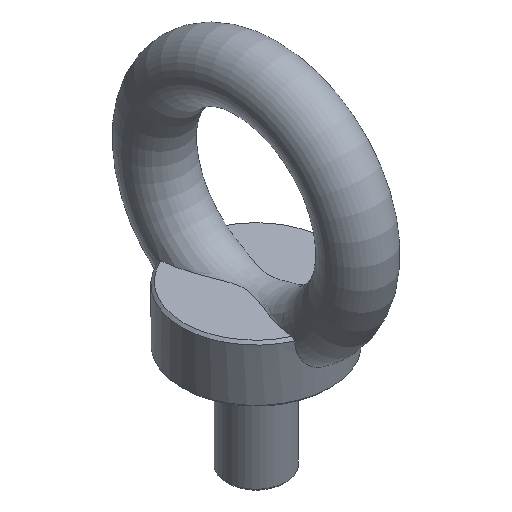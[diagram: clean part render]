
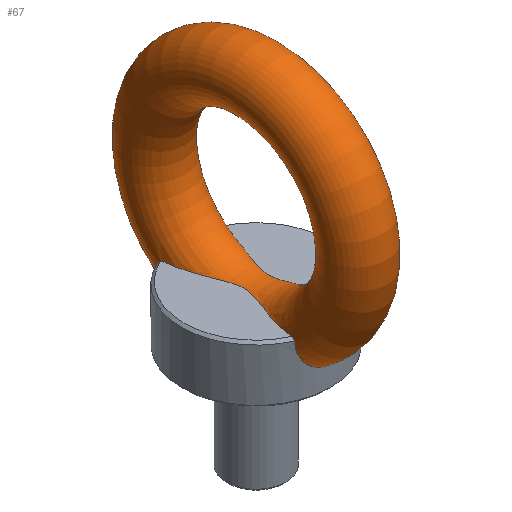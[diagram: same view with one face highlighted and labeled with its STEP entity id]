
A CAD part, isometric view. The second image highlights one B-rep face of the part: STEP entity #67.
In plain terms, the highlighted toroidal (fillet/blend) face has major radius 20.5 mm and minor radius 6 mm.
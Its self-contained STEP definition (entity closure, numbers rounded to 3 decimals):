
#42=TOROIDAL_SURFACE('',#197,20.5,6.);
#56=FACE_OUTER_BOUND('',#103,.T.);
#67=ADVANCED_FACE('',(#56),#42,.T.);
#70=B_SPLINE_CURVE_WITH_KNOTS('',3,(#243,#244,#245,#246,#247,#248,#249,
#250,#251,#252),.UNSPECIFIED.,.F.,.F.,(4,2,2,2,4),(0.,0.25,0.5,0.75,1.),
 .UNSPECIFIED.);
#71=B_SPLINE_CURVE_WITH_KNOTS('',3,(#257,#258,#259,#260,#261,#262,#263,
#264,#265,#266),.UNSPECIFIED.,.F.,.F.,(4,2,2,2,4),(0.,0.25,0.5,0.75,1.),
 .UNSPECIFIED.);
#72=B_SPLINE_CURVE_WITH_KNOTS('',3,(#273,#274,#275,#276,#277,#278,#279,
#280,#281,#282,#283,#284,#285,#286),.UNSPECIFIED.,.F.,.F.,(4,2,2,2,2,2,
4),(0.,0.25,0.375,0.5,0.625,0.75,1.),.UNSPECIFIED.);
#73=B_SPLINE_CURVE_WITH_KNOTS('',3,(#291,#292,#293,#294,#295,#296,#297,
#298,#299,#300,#301,#302,#303,#304,#305,#306),.UNSPECIFIED.,.F.,.F.,(4,
2,2,2,2,2,2,4),(0.,0.25,0.375,0.438,0.5,0.625,0.75,1.),.UNSPECIFIED.);
#74=B_SPLINE_CURVE_WITH_KNOTS('',3,(#308,#309,#310,#311),.UNSPECIFIED.,
 .F.,.F.,(4,4),(0.,1.),.UNSPECIFIED.);
#75=B_SPLINE_CURVE_WITH_KNOTS('',3,(#312,#313,#314,#315),.UNSPECIFIED.,
 .F.,.F.,(4,4),(0.,1.),.UNSPECIFIED.);
#76=B_SPLINE_CURVE_WITH_KNOTS('',3,(#317,#318,#319,#320),.UNSPECIFIED.,
 .F.,.F.,(4,4),(0.,1.),.UNSPECIFIED.);
#77=B_SPLINE_CURVE_WITH_KNOTS('',3,(#321,#322,#323,#324),.UNSPECIFIED.,
 .F.,.F.,(4,4),(0.,1.),.UNSPECIFIED.);
#103=EDGE_LOOP('',(#130,#131,#132,#133,#134,#135,#136,#137));
#130=ORIENTED_EDGE('',*,*,#152,.T.);
#131=ORIENTED_EDGE('',*,*,#163,.T.);
#132=ORIENTED_EDGE('',*,*,#159,.F.);
#133=ORIENTED_EDGE('',*,*,#162,.T.);
#134=ORIENTED_EDGE('',*,*,#154,.T.);
#135=ORIENTED_EDGE('',*,*,#161,.T.);
#136=ORIENTED_EDGE('',*,*,#157,.F.);
#137=ORIENTED_EDGE('',*,*,#160,.T.);
#139=VERTEX_POINT('',#253);
#140=VERTEX_POINT('',#254);
#141=VERTEX_POINT('',#256);
#142=VERTEX_POINT('',#267);
#143=VERTEX_POINT('',#271);
#144=VERTEX_POINT('',#272);
#145=VERTEX_POINT('',#289);
#146=VERTEX_POINT('',#290);
#152=EDGE_CURVE('',#139,#140,#70,.T.);
#154=EDGE_CURVE('',#142,#141,#71,.T.);
#157=EDGE_CURVE('',#144,#143,#72,.T.);
#159=EDGE_CURVE('',#146,#145,#73,.T.);
#160=EDGE_CURVE('',#144,#139,#74,.T.);
#161=EDGE_CURVE('',#141,#143,#75,.T.);
#162=EDGE_CURVE('',#146,#142,#76,.T.);
#163=EDGE_CURVE('',#140,#145,#77,.T.);
#197=AXIS2_PLACEMENT_3D('',#339,#238,#239);
#238=DIRECTION('',(1.,0.,0.));
#239=DIRECTION('',(0.,0.,-1.));
#243=CARTESIAN_POINT('',(5.996,13.749,11.));
#244=CARTESIAN_POINT('',(5.95,13.769,9.347));
#245=CARTESIAN_POINT('',(5.459,14.018,7.691));
#246=CARTESIAN_POINT('',(3.283,14.68,5.32));
#247=CARTESIAN_POINT('',(1.651,14.999,4.656));
#248=CARTESIAN_POINT('',(-1.633,15.001,4.652));
#249=CARTESIAN_POINT('',(-3.273,14.683,5.314));
#250=CARTESIAN_POINT('',(-5.454,14.02,7.682));
#251=CARTESIAN_POINT('',(-5.95,13.769,9.344));
#252=CARTESIAN_POINT('',(-5.996,13.749,11.));
#253=CARTESIAN_POINT('',(5.996,13.749,11.));
#254=CARTESIAN_POINT('',(-5.996,13.749,11.));
#256=CARTESIAN_POINT('',(5.996,-13.749,11.));
#257=CARTESIAN_POINT('',(-5.996,-13.749,11.));
#258=CARTESIAN_POINT('',(-5.95,-13.769,9.347));
#259=CARTESIAN_POINT('',(-5.459,-14.018,7.691));
#260=CARTESIAN_POINT('',(-3.283,-14.68,5.32));
#261=CARTESIAN_POINT('',(-1.651,-14.999,4.656));
#262=CARTESIAN_POINT('',(1.633,-15.001,4.652));
#263=CARTESIAN_POINT('',(3.273,-14.683,5.314));
#264=CARTESIAN_POINT('',(5.454,-14.02,7.682));
#265=CARTESIAN_POINT('',(5.95,-13.769,9.344));
#266=CARTESIAN_POINT('',(5.996,-13.749,11.));
#267=CARTESIAN_POINT('',(-5.996,-13.749,11.));
#271=CARTESIAN_POINT('',(5.978,-13.21,11.5));
#272=CARTESIAN_POINT('',(5.978,13.21,11.5));
#273=CARTESIAN_POINT('',(5.978,13.21,11.5));
#274=CARTESIAN_POINT('',(5.849,10.93,11.5));
#275=CARTESIAN_POINT('',(5.186,8.759,11.5));
#276=CARTESIAN_POINT('',(3.98,5.57,11.5));
#277=CARTESIAN_POINT('',(3.537,4.52,11.5));
#278=CARTESIAN_POINT('',(2.76,2.386,11.5));
#279=CARTESIAN_POINT('',(2.421,1.27,11.5));
#280=CARTESIAN_POINT('',(2.378,-1.025,11.5));
#281=CARTESIAN_POINT('',(2.683,-2.142,11.5));
#282=CARTESIAN_POINT('',(3.455,-4.323,11.5));
#283=CARTESIAN_POINT('',(3.909,-5.393,11.5));
#284=CARTESIAN_POINT('',(5.148,-8.641,11.5));
#285=CARTESIAN_POINT('',(5.844,-10.844,11.5));
#286=CARTESIAN_POINT('',(5.978,-13.21,11.5));
#289=CARTESIAN_POINT('',(-5.978,13.21,11.5));
#290=CARTESIAN_POINT('',(-5.978,-13.21,11.5));
#291=CARTESIAN_POINT('',(-5.978,-13.21,11.5));
#292=CARTESIAN_POINT('',(-5.845,-10.854,11.5));
#293=CARTESIAN_POINT('',(-5.136,-8.601,11.5));
#294=CARTESIAN_POINT('',(-3.873,-5.305,11.5));
#295=CARTESIAN_POINT('',(-3.411,-4.218,11.5));
#296=CARTESIAN_POINT('',(-2.833,-2.554,11.5));
#297=CARTESIAN_POINT('',(-2.661,-1.993,11.5));
#298=CARTESIAN_POINT('',(-2.429,-0.838,11.5));
#299=CARTESIAN_POINT('',(-2.378,-0.212,11.5));
#300=CARTESIAN_POINT('',(-2.466,1.461,11.5));
#301=CARTESIAN_POINT('',(-2.805,2.523,11.5));
#302=CARTESIAN_POINT('',(-3.578,4.619,11.5));
#303=CARTESIAN_POINT('',(-4.012,5.652,11.5));
#304=CARTESIAN_POINT('',(-5.194,8.79,11.5));
#305=CARTESIAN_POINT('',(-5.85,10.945,11.5));
#306=CARTESIAN_POINT('',(-5.978,13.21,11.5));
#308=CARTESIAN_POINT('',(5.978,13.21,11.5));
#309=CARTESIAN_POINT('',(5.999,13.387,11.331));
#310=CARTESIAN_POINT('',(6.005,13.567,11.164));
#311=CARTESIAN_POINT('',(5.996,13.749,11.));
#312=CARTESIAN_POINT('',(5.996,-13.749,11.));
#313=CARTESIAN_POINT('',(6.005,-13.567,11.164));
#314=CARTESIAN_POINT('',(5.999,-13.387,11.331));
#315=CARTESIAN_POINT('',(5.978,-13.21,11.5));
#317=CARTESIAN_POINT('',(-5.978,-13.21,11.5));
#318=CARTESIAN_POINT('',(-5.999,-13.387,11.331));
#319=CARTESIAN_POINT('',(-6.005,-13.567,11.164));
#320=CARTESIAN_POINT('',(-5.996,-13.749,11.));
#321=CARTESIAN_POINT('',(-5.996,13.749,11.));
#322=CARTESIAN_POINT('',(-6.005,13.567,11.164));
#323=CARTESIAN_POINT('',(-5.999,13.387,11.331));
#324=CARTESIAN_POINT('',(-5.978,13.21,11.5));
#339=CARTESIAN_POINT('',(0.,0.,26.5));
